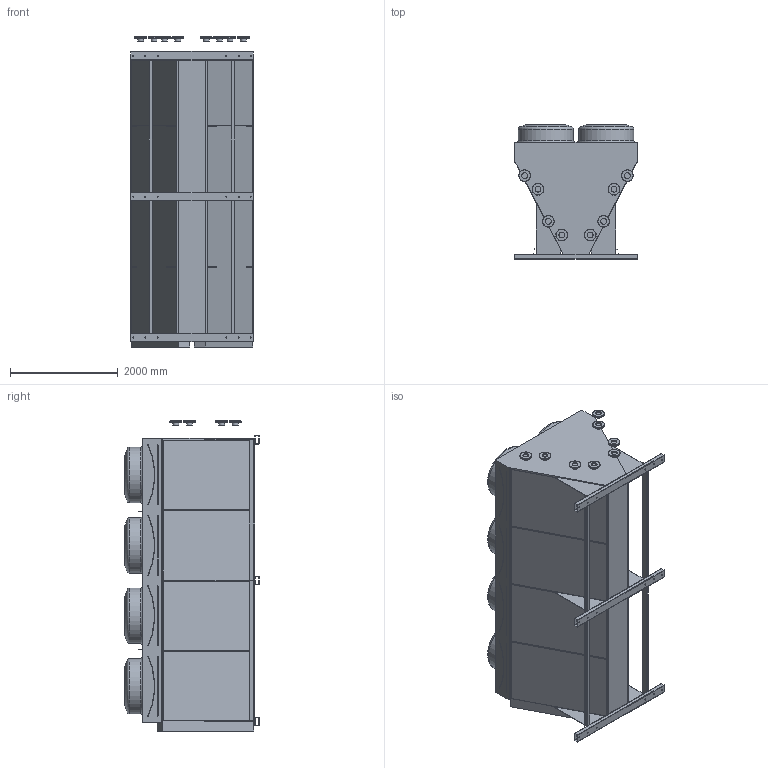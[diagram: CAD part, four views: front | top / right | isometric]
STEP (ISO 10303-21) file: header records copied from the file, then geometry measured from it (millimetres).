
FILE_DESCRIPTION (( 'STEP AP203' ), '1' );
FILE_NAME ('VDDY4M_4R48N_4I4O.STEP', '2018-10-08T14:35:31', ( 'Alfa Laval' ), ( 'Alfa Laval' ), 'SwSTEP 2.0', 'SolidWorks 2016', '' );
FILE_SCHEMA (( 'CONFIG_CONTROL_DESIGN' ));
Length unit declared in the file: millimetre
Products named in the file (3): V-TYPE2_LIGHT_BODY_4MOD-SS; V-TYPE2_LIGHT_VDDY_FLANGE_SS_4R_4P_4in-4out; VDDY4M_4R48N_4I4O
Assembly tree (2 placements, depth 2):
  VDDY4M_4R48N_4I4O
    V-TYPE2_LIGHT_BODY_4MOD-SS
    V-TYPE2_LIGHT_VDDY_FLANGE_SS_4R_4P_4in-4out
Bounding box: 2280.43 x 2494.62 x 5767.5 mm (x, y, z)
Volume: 18992548276.2 mm3; surface area: 69101984 mm2
Topology: 19 solids, 19 shells, 982 faces, 2307 edges, 1455 vertices
Faces by surface type: cylinder 424, plane 350, torus 136, sphere 64, cone 8
Full cylindrical faces by diameter (mm): 1 x32, 20 x36, 40 x4, 100 x8, 108 x16, 220 x8, 1032 x8
Entity records: 27515 total; most frequent: DIRECTION 5230, CARTESIAN_POINT 4471, ORIENTED_EDGE 4128, AXIS2_PLACEMENT_3D 2179, EDGE_CURVE 2064, VERTEX_POINT 1420, EDGE_LOOP 1396, CIRCLE 1192
